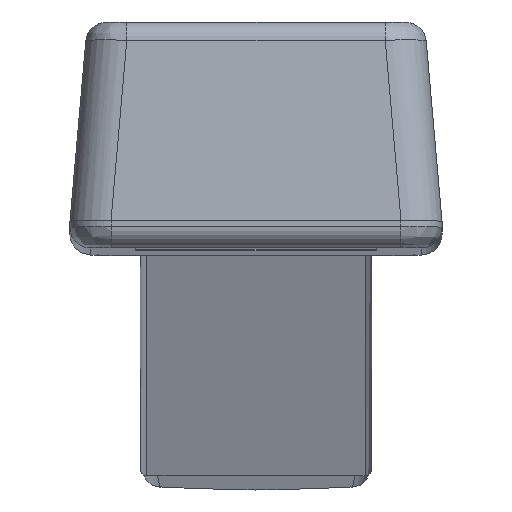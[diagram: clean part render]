
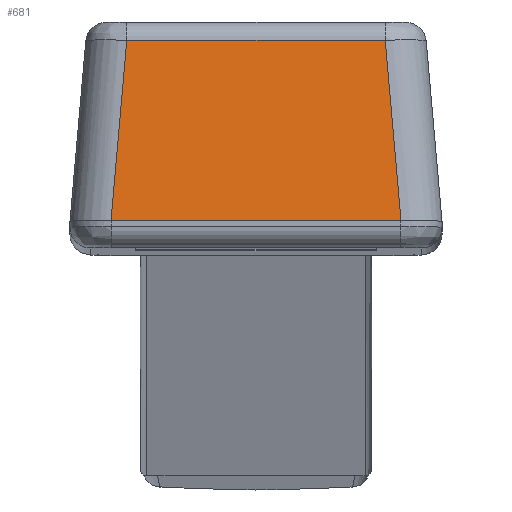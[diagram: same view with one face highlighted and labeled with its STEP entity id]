
A CAD part, front view. The second image highlights one B-rep face of the part: STEP entity #681.
In plain terms, the highlighted planar face has unit normal (0, -0.994, 0.109).
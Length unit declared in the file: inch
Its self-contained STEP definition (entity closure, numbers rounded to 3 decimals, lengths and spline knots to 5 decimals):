
#36 = CARTESIAN_POINT ( 'NONE',  ( 5.56565, 680.08771, 0.18901 ) ) ;
#216 = EDGE_CURVE ( 'NONE', #2087, #3521, #1036, .T. ) ;
#221 = EDGE_CURVE ( 'NONE', #2087, #516, #851, .T. ) ;
#251 = CARTESIAN_POINT ( 'NONE',  ( 5.56491, 680.08771, 0.18901 ) ) ;
#329 = VERTEX_POINT ( 'NONE', #3669 ) ;
#409 = DIRECTION ( 'NONE',  ( -1., 0., 0. ) ) ;
#441 = CARTESIAN_POINT ( 'NONE',  ( 5.34741, 680.1174, 0.46013 ) ) ;
#516 = VERTEX_POINT ( 'NONE', #251 ) ;
#536 = VERTEX_POINT ( 'NONE', #1586 ) ;
#603 = EDGE_CURVE ( 'NONE', #536, #1206, #3272, .T. ) ;
#681 = ADVANCED_FACE ( 'NONE', ( #1075 ), #2294, .T. ) ;
#688 = CARTESIAN_POINT ( 'NONE',  ( 5.56516, 680.08771, 0.18901 ) ) ;
#749 = CARTESIAN_POINT ( 'NONE',  ( 5.54188, 680.1174, 0.46013 ) ) ;
#797 = ORIENTED_EDGE ( 'NONE', *, *, #2315, .F. ) ;
#851 = B_SPLINE_CURVE_WITH_KNOTS ( 'NONE', 3,
 ( #36, #2664, #688, #963 ),
 .UNSPECIFIED., .F., .F.,
 ( 4, 4 ),
 ( 0.9925, 1. ),
 .UNSPECIFIED. ) ;
#854 = AXIS2_PLACEMENT_3D ( 'NONE', #976, #1641, #1319 ) ;
#861 = VECTOR ( 'NONE', #409, 39.37008 ) ;
#963 = CARTESIAN_POINT ( 'NONE',  ( 5.56491, 680.08771, 0.18901 ) ) ;
#976 = CARTESIAN_POINT ( 'NONE',  ( 5.34741, 680.08771, 0.18901 ) ) ;
#992 = ORIENTED_EDGE ( 'NONE', *, *, #216, .T. ) ;
#1036 = LINE ( 'NONE', #2297, #3929 ) ;
#1058 = CARTESIAN_POINT ( 'NONE',  ( 5.34741, 680.08771, 0.18901 ) ) ;
#1075 = FACE_OUTER_BOUND ( 'NONE', #1102, .T. ) ;
#1102 = EDGE_LOOP ( 'NONE', ( #797, #4220, #992, #3249, #3738, #3684 ) ) ;
#1115 = CARTESIAN_POINT ( 'NONE',  ( 5.12991, 680.08771, 0.18901 ) ) ;
#1206 = VERTEX_POINT ( 'NONE', #3217 ) ;
#1224 = VECTOR ( 'NONE', #3714, 39.37008 ) ;
#1319 = DIRECTION ( 'NONE',  ( 0., -0.109, -0.994 ) ) ;
#1586 = CARTESIAN_POINT ( 'NONE',  ( 5.12991, 680.08771, 0.18901 ) ) ;
#1641 = DIRECTION ( 'NONE',  ( 0., -0.994, 0.109 ) ) ;
#1747 = LINE ( 'NONE', #1058, #1224 ) ;
#1783 = CARTESIAN_POINT ( 'NONE',  ( 5.12918, 680.08771, 0.18901 ) ) ;
#1896 = VECTOR ( 'NONE', #2320, 39.37008 ) ;
#1989 = CARTESIAN_POINT ( 'NONE',  ( 5.56565, 680.08771, 0.18901 ) ) ;
#2087 = VERTEX_POINT ( 'NONE', #1989 ) ;
#2137 = EDGE_CURVE ( 'NONE', #329, #1206, #2776, .T. ) ;
#2281 = EDGE_CURVE ( 'NONE', #3521, #329, #4178, .T. ) ;
#2294 = PLANE ( 'NONE',  #854 ) ;
#2297 = CARTESIAN_POINT ( 'NONE',  ( 5.56565, 680.08771, 0.18901 ) ) ;
#2315 = EDGE_CURVE ( 'NONE', #516, #536, #1747, .T. ) ;
#2320 = DIRECTION ( 'NONE',  ( -0.087, -0.108, -0.99 ) ) ;
#2638 = CARTESIAN_POINT ( 'NONE',  ( 5.15295, 680.1174, 0.46013 ) ) ;
#2664 = CARTESIAN_POINT ( 'NONE',  ( 5.5654, 680.08771, 0.18901 ) ) ;
#2776 = LINE ( 'NONE', #2638, #1896 ) ;
#3217 = CARTESIAN_POINT ( 'NONE',  ( 5.12918, 680.08771, 0.18901 ) ) ;
#3249 = ORIENTED_EDGE ( 'NONE', *, *, #2281, .T. ) ;
#3272 = B_SPLINE_CURVE_WITH_KNOTS ( 'NONE', 3,
 ( #1115, #3428, #3765, #1783 ),
 .UNSPECIFIED., .F., .F.,
 ( 4, 4 ),
 ( 0., 0.0075 ),
 .UNSPECIFIED. ) ;
#3314 = DIRECTION ( 'NONE',  ( -0.087, 0.108, 0.99 ) ) ;
#3428 = CARTESIAN_POINT ( 'NONE',  ( 5.12967, 680.08771, 0.18901 ) ) ;
#3521 = VERTEX_POINT ( 'NONE', #749 ) ;
#3669 = CARTESIAN_POINT ( 'NONE',  ( 5.15295, 680.1174, 0.46013 ) ) ;
#3684 = ORIENTED_EDGE ( 'NONE', *, *, #603, .F. ) ;
#3714 = DIRECTION ( 'NONE',  ( -1., 0., 0. ) ) ;
#3738 = ORIENTED_EDGE ( 'NONE', *, *, #2137, .T. ) ;
#3765 = CARTESIAN_POINT ( 'NONE',  ( 5.12942, 680.08771, 0.18901 ) ) ;
#3929 = VECTOR ( 'NONE', #3314, 39.37008 ) ;
#4178 = LINE ( 'NONE', #441, #861 ) ;
#4220 = ORIENTED_EDGE ( 'NONE', *, *, #221, .F. ) ;
